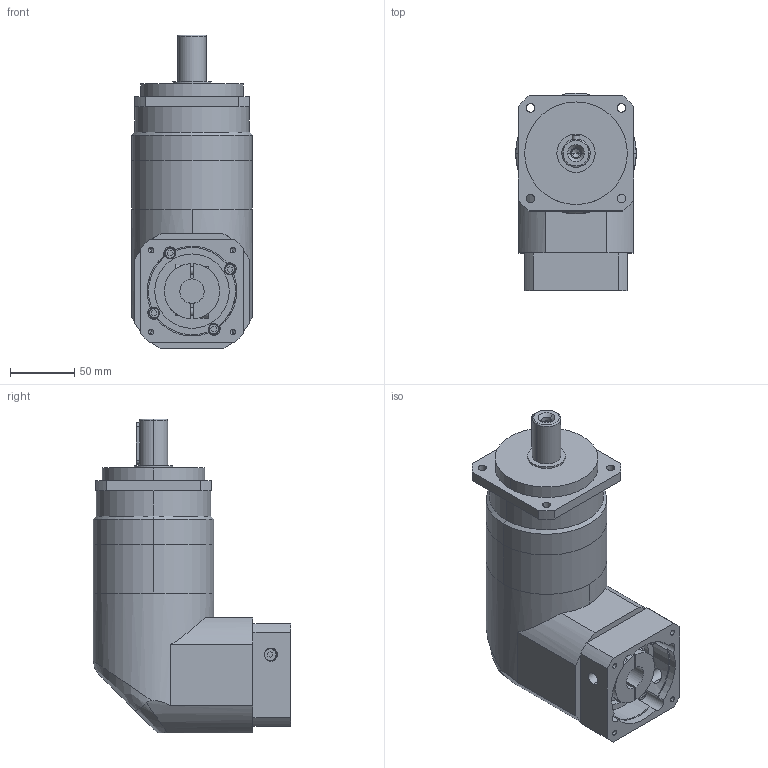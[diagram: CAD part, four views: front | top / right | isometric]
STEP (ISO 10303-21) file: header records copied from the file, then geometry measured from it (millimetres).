
FILE_DESCRIPTION (( 'STEP AP203' ), '1' );
FILE_NAME ('GPVR090-L2-(19-70-90-M5).STEP', '2022-05-26T07:48:13', ( '微软用户' ), ( '微软中国' ), 'SwSTEP 2.0', 'SolidWorks 2018', '' );
FILE_SCHEMA (( 'CONFIG_CONTROL_DESIGN' ));
Length unit declared in the file: millimetre
Products named in the file (1): GPVR090-L2-(19-70-90-M5)
Bounding box: 94 x 154 x 244.5 mm (x, y, z)
Volume: 1704100.7 mm3; surface area: 143352.9 mm2
Topology: 5 solids, 5 shells, 255 faces, 623 edges, 397 vertices
Faces by surface type: plane 115, cylinder 109, cone 14, torus 14, bspline 3
Entity records: 8275 total; most frequent: CARTESIAN_POINT 2056, DIRECTION 1344, ORIENTED_EDGE 1226, EDGE_CURVE 613, AXIS2_PLACEMENT_3D 511, VERTEX_POINT 397, LINE 322, VECTOR 322
